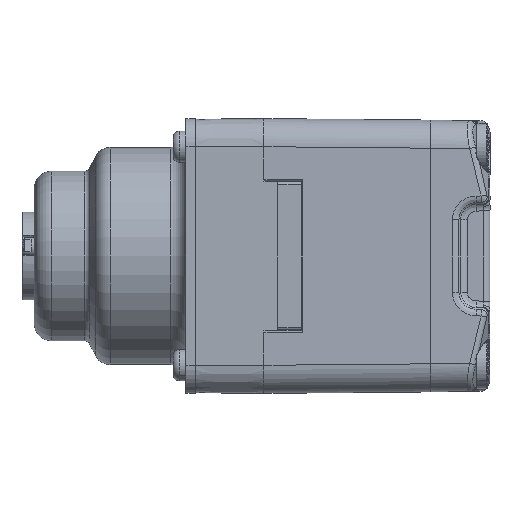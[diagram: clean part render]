
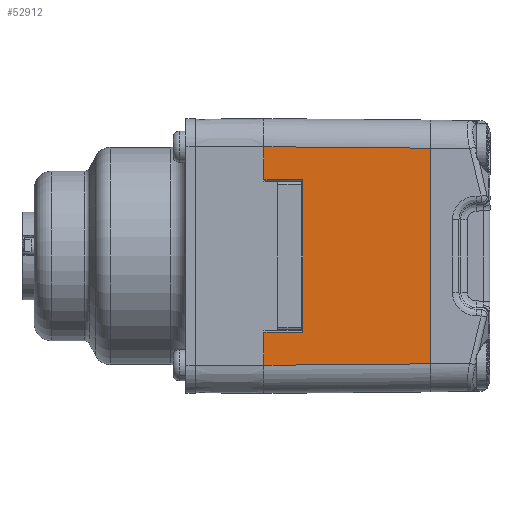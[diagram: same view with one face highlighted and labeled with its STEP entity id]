
A CAD part, left-side view. The second image highlights one B-rep face of the part: STEP entity #52912.
In plain terms, the highlighted planar face has unit normal (-1, -0.009, 0).
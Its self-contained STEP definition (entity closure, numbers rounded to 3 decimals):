
#64 = LINE ( 'NONE', #76505, #8593 ) ;
#740 = LINE ( 'NONE', #19887, #62621 ) ;
#2920 = DIRECTION ( 'NONE',  ( 0., 0., -1. ) ) ;
#3524 = AXIS2_PLACEMENT_3D ( 'NONE', #47526, #23624, #16205 ) ;
#6407 = ORIENTED_EDGE ( 'NONE', *, *, #49907, .T. ) ;
#8113 = CARTESIAN_POINT ( 'NONE',  ( -22., 0., 17.5 ) ) ;
#8593 = VECTOR ( 'NONE', #2920, 1000. ) ;
#10215 = CIRCLE ( 'NONE', #3524, 4.5 ) ;
#10317 = EDGE_CURVE ( 'NONE', #12279, #32463, #12060, .T. ) ;
#10672 = AXIS2_PLACEMENT_3D ( 'NONE', #55411, #18589, #80518 ) ;
#10798 = VERTEX_POINT ( 'NONE', #11364 ) ;
#11364 = CARTESIAN_POINT ( 'NONE',  ( -22., 0., -17.5 ) ) ;
#12060 = LINE ( 'NONE', #31261, #53876 ) ;
#12279 = VERTEX_POINT ( 'NONE', #59067 ) ;
#12656 = CARTESIAN_POINT ( 'NONE',  ( -21.999, -0.107, 12.253 ) ) ;
#12786 = VERTEX_POINT ( 'NONE', #46170 ) ;
#12835 = EDGE_CURVE ( 'NONE', #32463, #10798, #17329, .T. ) ;
#15692 = CARTESIAN_POINT ( 'NONE',  ( -21.767, -26.7, 17.267 ) ) ;
#15736 = CARTESIAN_POINT ( 'NONE',  ( -22., 0., 17.5 ) ) ;
#16113 = CARTESIAN_POINT ( 'NONE',  ( -21.946, -6.2, 0. ) ) ;
#16205 = DIRECTION ( 'NONE',  ( 0., 0., -1. ) ) ;
#16574 = EDGE_CURVE ( 'NONE', #29026, #44909, #73650, .T. ) ;
#16926 = DIRECTION ( 'NONE',  ( 0., 0., -1. ) ) ;
#17329 = LINE ( 'NONE', #68725, #79195 ) ;
#18589 = DIRECTION ( 'NONE',  ( -1., -0.009, 0. ) ) ;
#19085 = EDGE_CURVE ( 'NONE', #74359, #43987, #41129, .T. ) ;
#19264 = VECTOR ( 'NONE', #45080, 1000. ) ;
#19404 = CARTESIAN_POINT ( 'NONE',  ( -21.946, -6.2, 12.2 ) ) ;
#19887 = CARTESIAN_POINT ( 'NONE',  ( -21.946, -6.2, 0. ) ) ;
#21712 = ORIENTED_EDGE ( 'NONE', *, *, #64482, .T. ) ;
#22224 = CARTESIAN_POINT ( 'NONE',  ( -21.999, -0.153, -17.499 ) ) ;
#22709 = VERTEX_POINT ( 'NONE', #8113 ) ;
#23624 = DIRECTION ( 'NONE',  ( 0., -1., 0. ) ) ;
#23689 = EDGE_CURVE ( 'NONE', #12786, #63971, #77411, .T. ) ;
#25234 = EDGE_CURVE ( 'NONE', #38385, #22709, #71905, .T. ) ;
#26514 = ORIENTED_EDGE ( 'NONE', *, *, #12835, .T. ) ;
#29026 = VERTEX_POINT ( 'NONE', #68109 ) ;
#29696 = VECTOR ( 'NONE', #52362, 1000. ) ;
#29773 = LINE ( 'NONE', #56168, #56002 ) ;
#31261 = CARTESIAN_POINT ( 'NONE',  ( -21.999, -0.107, -12.253 ) ) ;
#31456 = EDGE_LOOP ( 'NONE', ( #67503, #44524, #57724, #56086, #62963, #59076, #73490, #21712, #69137, #26514, #6407, #79072 ) ) ;
#32179 = CARTESIAN_POINT ( 'NONE',  ( -21.999, -0.153, 17.499 ) ) ;
#32463 = VERTEX_POINT ( 'NONE', #51205 ) ;
#38385 = VERTEX_POINT ( 'NONE', #15692 ) ;
#41080 = DIRECTION ( 'NONE',  ( 0.009, -1., 0.009 ) ) ;
#41129 = LINE ( 'NONE', #12656, #45500 ) ;
#41334 = CARTESIAN_POINT ( 'NONE',  ( -22., 0., 12.254 ) ) ;
#41944 = CARTESIAN_POINT ( 'NONE',  ( -21.767, -26.7, -17.267 ) ) ;
#43416 = VECTOR ( 'NONE', #45528, 1000. ) ;
#43987 = VERTEX_POINT ( 'NONE', #19404 ) ;
#44524 = ORIENTED_EDGE ( 'NONE', *, *, #25234, .T. ) ;
#44909 = VERTEX_POINT ( 'NONE', #41944 ) ;
#45080 = DIRECTION ( 'NONE',  ( 0., 0., -1. ) ) ;
#45500 = VECTOR ( 'NONE', #69514, 1000. ) ;
#45528 = DIRECTION ( 'NONE',  ( -0.009, 1., 0.009 ) ) ;
#45645 = EDGE_CURVE ( 'NONE', #22709, #80624, #64, .T. ) ;
#46170 = CARTESIAN_POINT ( 'NONE',  ( -21.946, -6.2, 11.675 ) ) ;
#47526 = CARTESIAN_POINT ( 'NONE',  ( -17.5, 0., -17.5 ) ) ;
#47854 = EDGE_CURVE ( 'NONE', #38385, #44909, #57269, .T. ) ;
#48540 = CARTESIAN_POINT ( 'NONE',  ( -21.946, -6.2, -11.675 ) ) ;
#49466 = DIRECTION ( 'NONE',  ( 0., 0., -1. ) ) ;
#49907 = EDGE_CURVE ( 'NONE', #10798, #29026, #10215, .T. ) ;
#49930 = PLANE ( 'NONE',  #10672 ) ;
#50141 = CARTESIAN_POINT ( 'NONE',  ( -21.767, -26.7, 0. ) ) ;
#51205 = CARTESIAN_POINT ( 'NONE',  ( -22., 0., -12.254 ) ) ;
#52362 = DIRECTION ( 'NONE',  ( 0., 0., -1. ) ) ;
#52912 = ADVANCED_FACE ( 'NONE', ( #68775 ), #49930, .T. ) ;
#53146 = VECTOR ( 'NONE', #41080, 1000. ) ;
#53876 = VECTOR ( 'NONE', #56392, 1000. ) ;
#55411 = CARTESIAN_POINT ( 'NONE',  ( -22., 0., 0. ) ) ;
#55768 = LINE ( 'NONE', #16113, #68869 ) ;
#56002 = VECTOR ( 'NONE', #49466, 1000. ) ;
#56086 = ORIENTED_EDGE ( 'NONE', *, *, #78222, .T. ) ;
#56168 = CARTESIAN_POINT ( 'NONE',  ( -22., 0., 15.85 ) ) ;
#56392 = DIRECTION ( 'NONE',  ( -0.009, 1., -0.009 ) ) ;
#57269 = LINE ( 'NONE', #50141, #19264 ) ;
#57724 = ORIENTED_EDGE ( 'NONE', *, *, #45645, .T. ) ;
#59067 = CARTESIAN_POINT ( 'NONE',  ( -21.946, -6.2, -12.2 ) ) ;
#59076 = ORIENTED_EDGE ( 'NONE', *, *, #71468, .T. ) ;
#62621 = VECTOR ( 'NONE', #78442, 1000. ) ;
#62963 = ORIENTED_EDGE ( 'NONE', *, *, #19085, .T. ) ;
#63971 = VERTEX_POINT ( 'NONE', #48540 ) ;
#64482 = EDGE_CURVE ( 'NONE', #63971, #12279, #55768, .T. ) ;
#67067 = DIRECTION ( 'NONE',  ( 0., 0., -1. ) ) ;
#67503 = ORIENTED_EDGE ( 'NONE', *, *, #47854, .F. ) ;
#68109 = CARTESIAN_POINT ( 'NONE',  ( -22., 0., -17.5 ) ) ;
#68725 = CARTESIAN_POINT ( 'NONE',  ( -22., 0., 0. ) ) ;
#68775 = FACE_OUTER_BOUND ( 'NONE', #31456, .T. ) ;
#68869 = VECTOR ( 'NONE', #16926, 1000. ) ;
#69137 = ORIENTED_EDGE ( 'NONE', *, *, #10317, .T. ) ;
#69514 = DIRECTION ( 'NONE',  ( 0.009, -1., -0.009 ) ) ;
#71468 = EDGE_CURVE ( 'NONE', #43987, #12786, #740, .T. ) ;
#71905 = LINE ( 'NONE', #32179, #43416 ) ;
#72397 = CARTESIAN_POINT ( 'NONE',  ( -21.946, -6.2, 0. ) ) ;
#73490 = ORIENTED_EDGE ( 'NONE', *, *, #23689, .T. ) ;
#73650 = LINE ( 'NONE', #22224, #53146 ) ;
#74359 = VERTEX_POINT ( 'NONE', #41334 ) ;
#76505 = CARTESIAN_POINT ( 'NONE',  ( -22., 0., 0. ) ) ;
#77411 = LINE ( 'NONE', #72397, #29696 ) ;
#78222 = EDGE_CURVE ( 'NONE', #80624, #74359, #29773, .T. ) ;
#78442 = DIRECTION ( 'NONE',  ( 0., 0., -1. ) ) ;
#79072 = ORIENTED_EDGE ( 'NONE', *, *, #16574, .T. ) ;
#79195 = VECTOR ( 'NONE', #67067, 1000. ) ;
#80518 = DIRECTION ( 'NONE',  ( 0., 0., -1. ) ) ;
#80624 = VERTEX_POINT ( 'NONE', #15736 ) ;
